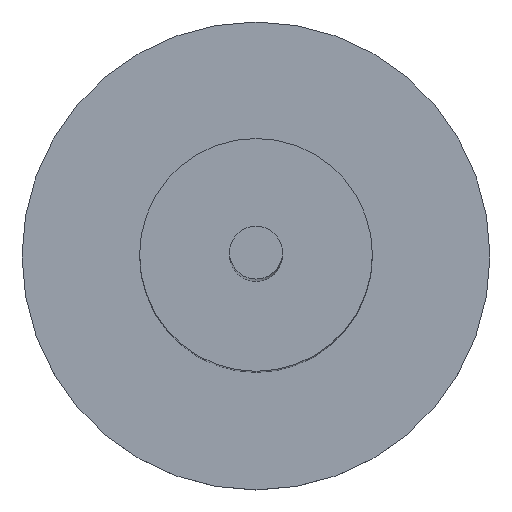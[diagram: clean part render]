
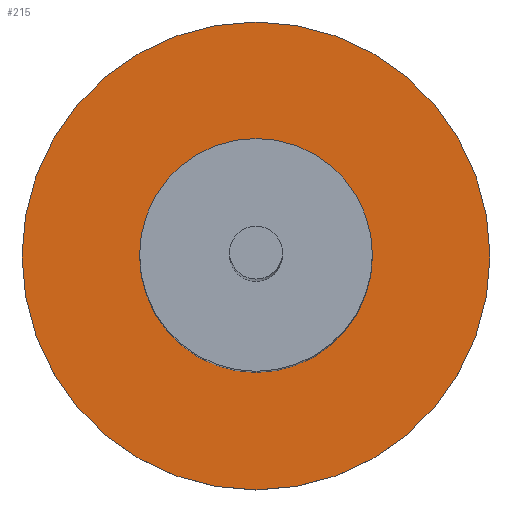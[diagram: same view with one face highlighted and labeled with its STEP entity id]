
A CAD part, top view. The second image highlights one B-rep face of the part: STEP entity #215.
In plain terms, the highlighted planar face has unit normal (0, 0, 1).
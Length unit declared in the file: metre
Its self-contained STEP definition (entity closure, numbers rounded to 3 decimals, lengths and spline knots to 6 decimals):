
#6 = VERTEX_POINT ( 'NONE', #69 ) ;
#14 = DIRECTION ( 'NONE',  ( 0., 0., 1. ) ) ;
#16 = PLANE ( 'NONE',  #217 ) ;
#23 = EDGE_LOOP ( 'NONE', ( #85, #285 ) ) ;
#33 = DIRECTION ( 'NONE',  ( 1., 0., 0. ) ) ;
#37 = DIRECTION ( 'NONE',  ( 0., 0., 1. ) ) ;
#38 = CARTESIAN_POINT ( 'NONE',  ( -0.45, 0., -2. ) ) ;
#45 = ORIENTED_EDGE ( 'NONE', *, *, #169, .F. ) ;
#50 = CARTESIAN_POINT ( 'NONE',  ( 0.45, 0., -2. ) ) ;
#53 = CARTESIAN_POINT ( 'NONE',  ( 0., 0., -2. ) ) ;
#54 = EDGE_CURVE ( 'NONE', #6, #131, #233, .T. ) ;
#69 = CARTESIAN_POINT ( 'NONE',  ( 0.223901, 0., -2. ) ) ;
#78 = FACE_BOUND ( 'NONE', #101, .T. ) ;
#85 = ORIENTED_EDGE ( 'NONE', *, *, #160, .T. ) ;
#88 = VERTEX_POINT ( 'NONE', #50 ) ;
#90 = CARTESIAN_POINT ( 'NONE',  ( 0., 0., -2. ) ) ;
#101 = EDGE_LOOP ( 'NONE', ( #45, #159 ) ) ;
#105 = EDGE_CURVE ( 'NONE', #88, #174, #243, .T. ) ;
#106 = DIRECTION ( 'NONE',  ( 0., 0., 1. ) ) ;
#120 = CARTESIAN_POINT ( 'NONE',  ( 0., 0., -2. ) ) ;
#123 = CIRCLE ( 'NONE', #271, 0.45 ) ;
#131 = VERTEX_POINT ( 'NONE', #258 ) ;
#159 = ORIENTED_EDGE ( 'NONE', *, *, #54, .F. ) ;
#160 = EDGE_CURVE ( 'NONE', #174, #88, #123, .T. ) ;
#163 = DIRECTION ( 'NONE',  ( 1., 0., 0. ) ) ;
#166 = DIRECTION ( 'NONE',  ( 0., 0., 1. ) ) ;
#168 = FACE_OUTER_BOUND ( 'NONE', #23, .T. ) ;
#169 = EDGE_CURVE ( 'NONE', #131, #6, #181, .T. ) ;
#174 = VERTEX_POINT ( 'NONE', #38 ) ;
#177 = AXIS2_PLACEMENT_3D ( 'NONE', #204, #37, #33 ) ;
#181 = CIRCLE ( 'NONE', #211, 0.223901 ) ;
#204 = CARTESIAN_POINT ( 'NONE',  ( 0., 0., -2. ) ) ;
#211 = AXIS2_PLACEMENT_3D ( 'NONE', #120, #166, #163 ) ;
#215 = ADVANCED_FACE ( 'NONE', ( #78, #168 ), #16, .T. ) ;
#217 = AXIS2_PLACEMENT_3D ( 'NONE', #262, #106, #263 ) ;
#231 = DIRECTION ( 'NONE',  ( 0., 0., 1. ) ) ;
#233 = CIRCLE ( 'NONE', #237, 0.223901 ) ;
#237 = AXIS2_PLACEMENT_3D ( 'NONE', #90, #231, #245 ) ;
#243 = CIRCLE ( 'NONE', #177, 0.45 ) ;
#245 = DIRECTION ( 'NONE',  ( 1., 0., 0. ) ) ;
#258 = CARTESIAN_POINT ( 'NONE',  ( -0.223901, 0., -2. ) ) ;
#262 = CARTESIAN_POINT ( 'NONE',  ( 0., 0., -2. ) ) ;
#263 = DIRECTION ( 'NONE',  ( 1., 0., 0. ) ) ;
#271 = AXIS2_PLACEMENT_3D ( 'NONE', #53, #14, #274 ) ;
#274 = DIRECTION ( 'NONE',  ( 1., 0., 0. ) ) ;
#285 = ORIENTED_EDGE ( 'NONE', *, *, #105, .T. ) ;
